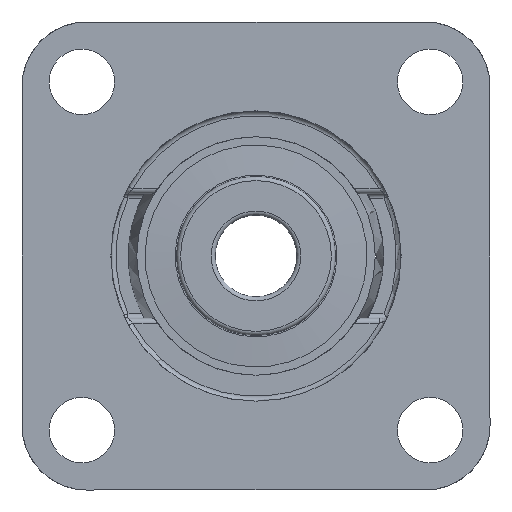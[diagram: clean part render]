
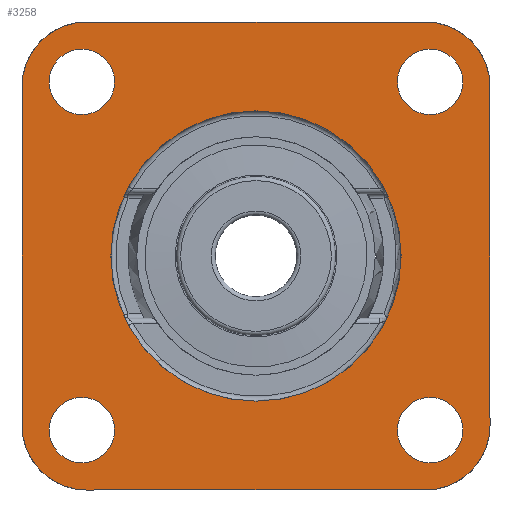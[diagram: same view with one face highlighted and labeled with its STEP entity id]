
A CAD part, left-side view. The second image highlights one B-rep face of the part: STEP entity #3258.
In plain terms, the highlighted face is planar.
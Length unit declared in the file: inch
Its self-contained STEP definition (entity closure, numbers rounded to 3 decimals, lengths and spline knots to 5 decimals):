
#903=VECTOR('',#9708,1.);
#907=VECTOR('',#9717,1.);
#943=VECTOR('',#9935,1.);
#945=VECTOR('',#9942,1.);
#996=LINE('',#6491,#903);
#1000=LINE('',#6501,#907);
#1036=LINE('',#9094,#943);
#1038=LINE('',#9100,#945);
#1230=PLANE('',#3529);
#1295=VERTEX_POINT('',#4305);
#1357=VERTEX_POINT('',#6490);
#1358=VERTEX_POINT('',#6492);
#1359=VERTEX_POINT('',#6496);
#1360=VERTEX_POINT('',#6500);
#1365=VERTEX_POINT('',#6514);
#1422=VERTEX_POINT('',#9067);
#1423=VERTEX_POINT('',#9075);
#1424=VERTEX_POINT('',#9083);
#1425=VERTEX_POINT('',#9086);
#1426=VERTEX_POINT('',#9089);
#1427=VERTEX_POINT('',#9093);
#1428=VERTEX_POINT('',#9097);
#1518=CIRCLE('',#3367,1.05);
#1560=CIRCLE('',#3418,0.468);
#1564=CIRCLE('',#3425,0.468);
#1614=CIRCLE('',#3510,0.23622);
#1615=CIRCLE('',#3515,0.23622);
#1616=CIRCLE('',#3520,0.23622);
#1617=CIRCLE('',#3522,0.23622);
#1618=CIRCLE('',#3524,0.468);
#1619=CIRCLE('',#3527,0.468);
#1724=EDGE_CURVE('',#1295,#1295,#1518,.T.);
#1808=EDGE_CURVE('',#1358,#1357,#996,.T.);
#1811=EDGE_CURVE('',#1359,#1357,#1560,.T.);
#1813=EDGE_CURVE('',#1359,#1360,#1000,.T.);
#1820=EDGE_CURVE('',#1365,#1360,#1564,.T.);
#1928=EDGE_CURVE('',#1422,#1422,#1614,.T.);
#1931=EDGE_CURVE('',#1423,#1423,#1615,.T.);
#1934=EDGE_CURVE('',#1424,#1424,#1616,.T.);
#1935=EDGE_CURVE('',#1425,#1425,#1617,.T.);
#1936=EDGE_CURVE('',#1358,#1426,#1618,.T.);
#1939=EDGE_CURVE('',#1365,#1427,#1036,.T.);
#1941=EDGE_CURVE('',#1428,#1427,#1619,.T.);
#1942=EDGE_CURVE('',#1428,#1426,#1038,.T.);
#2574=ORIENTED_EDGE('',*,*,#1724,.T.);
#2575=ORIENTED_EDGE('',*,*,#1928,.T.);
#2576=ORIENTED_EDGE('',*,*,#1931,.T.);
#2577=ORIENTED_EDGE('',*,*,#1934,.T.);
#2578=ORIENTED_EDGE('',*,*,#1935,.T.);
#2579=ORIENTED_EDGE('',*,*,#1942,.T.);
#2580=ORIENTED_EDGE('',*,*,#1936,.F.);
#2581=ORIENTED_EDGE('',*,*,#1808,.T.);
#2582=ORIENTED_EDGE('',*,*,#1811,.F.);
#2583=ORIENTED_EDGE('',*,*,#1813,.T.);
#2584=ORIENTED_EDGE('',*,*,#1820,.F.);
#2585=ORIENTED_EDGE('',*,*,#1939,.T.);
#2586=ORIENTED_EDGE('',*,*,#1941,.F.);
#2831=EDGE_LOOP('',(#2574));
#2832=EDGE_LOOP('',(#2575));
#2833=EDGE_LOOP('',(#2576));
#2834=EDGE_LOOP('',(#2577));
#2835=EDGE_LOOP('',(#2578));
#2836=EDGE_LOOP('',(#2579,#2580,#2581,#2582,#2583,#2584,#2585,#2586));
#3049=FACE_BOUND('',#2831,.T.);
#3050=FACE_BOUND('',#2832,.T.);
#3051=FACE_BOUND('',#2833,.T.);
#3052=FACE_BOUND('',#2834,.T.);
#3053=FACE_BOUND('',#2835,.T.);
#3054=FACE_BOUND('',#2836,.T.);
#3258=ADVANCED_FACE('',(#3049,#3050,#3051,#3052,#3053,#3054),#1230,.F.);
#3367=AXIS2_PLACEMENT_3D('',#4304,#9601,#9602);
#3418=AXIS2_PLACEMENT_3D('',#6497,#9713,#9714);
#3425=AXIS2_PLACEMENT_3D('',#6515,#9730,#9731);
#3510=AXIS2_PLACEMENT_3D('',#9066,#9902,#9903);
#3515=AXIS2_PLACEMENT_3D('',#9074,#9912,#9913);
#3520=AXIS2_PLACEMENT_3D('',#9082,#9922,#9923);
#3522=AXIS2_PLACEMENT_3D('',#9085,#9926,#9927);
#3524=AXIS2_PLACEMENT_3D('',#9088,#9930,#9931);
#3527=AXIS2_PLACEMENT_3D('',#9098,#9939,#9940);
#3529=AXIS2_PLACEMENT_3D('',#9101,#9943,$);
#4304=CARTESIAN_POINT('',(0.,0.,0.));
#4305=CARTESIAN_POINT('',(0.,1.05,0.));
#6490=CARTESIAN_POINT('',(-1.22491,-1.69291,0.));
#6491=CARTESIAN_POINT('',(1.22491,-1.69291,0.));
#6492=CARTESIAN_POINT('',(1.22491,-1.69291,0.));
#6496=CARTESIAN_POINT('',(-1.69291,-1.22491,0.));
#6497=CARTESIAN_POINT('',(-1.22491,-1.22491,0.));
#6500=CARTESIAN_POINT('',(-1.69291,1.22491,0.));
#6501=CARTESIAN_POINT('',(-1.69291,-1.22491,0.));
#6514=CARTESIAN_POINT('',(-1.22491,1.69291,0.));
#6515=CARTESIAN_POINT('',(-1.22491,1.22491,0.));
#9066=CARTESIAN_POINT('',(1.25984,1.25984,0.));
#9067=CARTESIAN_POINT('',(1.25984,1.49606,0.));
#9074=CARTESIAN_POINT('',(1.25984,-1.25984,0.));
#9075=CARTESIAN_POINT('',(1.49606,-1.25984,0.));
#9082=CARTESIAN_POINT('',(-1.25984,-1.25984,0.));
#9083=CARTESIAN_POINT('',(-1.25984,-1.49606,0.));
#9085=CARTESIAN_POINT('',(-1.25984,1.25984,0.));
#9086=CARTESIAN_POINT('',(-1.49606,1.25984,0.));
#9088=CARTESIAN_POINT('',(1.22491,-1.22491,0.));
#9089=CARTESIAN_POINT('',(1.69291,-1.22491,0.));
#9093=CARTESIAN_POINT('',(1.22491,1.69291,0.));
#9094=CARTESIAN_POINT('',(-1.22491,1.69291,0.));
#9097=CARTESIAN_POINT('',(1.69291,1.22491,0.));
#9098=CARTESIAN_POINT('',(1.22491,1.22491,0.));
#9100=CARTESIAN_POINT('',(1.69291,1.22491,0.));
#9101=CARTESIAN_POINT('',(0.,0.,0.));
#9601=DIRECTION('',(0.,0.,1.));
#9602=DIRECTION('',(0.,1.05,0.));
#9708=DIRECTION('',(-1.,0.,0.));
#9713=DIRECTION('',(0.,0.,1.));
#9714=DIRECTION('',(0.468,0.,0.));
#9717=DIRECTION('',(0.,1.,0.));
#9730=DIRECTION('',(0.,0.,1.));
#9731=DIRECTION('',(0.468,0.,0.));
#9902=DIRECTION('',(0.,0.,1.));
#9903=DIRECTION('',(0.,-0.236,0.));
#9912=DIRECTION('',(0.,0.,1.));
#9913=DIRECTION('',(-0.236,0.,0.));
#9922=DIRECTION('',(0.,0.,1.));
#9923=DIRECTION('',(0.,0.236,0.));
#9926=DIRECTION('',(0.,0.,1.));
#9927=DIRECTION('',(0.236,0.,0.));
#9930=DIRECTION('',(0.,0.,1.));
#9931=DIRECTION('',(0.468,0.,0.));
#9935=DIRECTION('',(1.,0.,0.));
#9939=DIRECTION('',(0.,0.,1.));
#9940=DIRECTION('',(0.468,0.,0.));
#9942=DIRECTION('',(0.,-1.,0.));
#9943=DIRECTION('',(0.,0.,1.));
